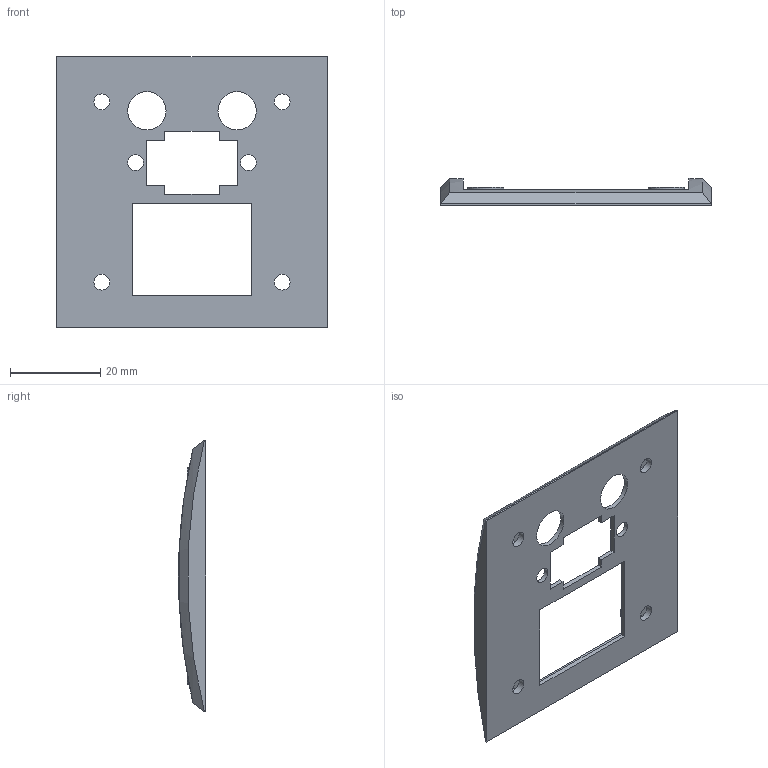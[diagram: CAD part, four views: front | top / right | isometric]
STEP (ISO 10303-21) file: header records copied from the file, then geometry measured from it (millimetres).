
FILE_DESCRIPTION(/* description */ (''),/* implementation_level */ '2;1');
FILE_NAME(/* name */ 'power_signal_socket.stp',/* time_stamp */ '2023-11-01T17:18:02+08:00',/* author */ ('310611102'),/* organization */ (''),/* preprocessor_version */ 'ST-DEVELOPER v19',/* originating_system */ 'Autodesk Inventor 2023',/* authorisation */ '');
FILE_SCHEMA (('AUTOMOTIVE_DESIGN { 1 0 10303 214 3 1 1 }'));
Length unit declared in the file: millimetre
Products named in the file (1): power_signal_socket
Bounding box: 60 x 6 x 60 mm (x, y, z)
Volume: 5712.1 mm3; surface area: 7362.8 mm2
Topology: 1 solids, 1 shells, 75 faces, 192 edges, 128 vertices
Faces by surface type: plane 60, cylinder 13, cone 2
Full cylindrical faces by diameter (mm): 3.5 x6, 8 x4, 8.5 x2
Entity records: 2339 total; most frequent: CARTESIAN_POINT 416, ORIENTED_EDGE 384, DIRECTION 366, EDGE_CURVE 192, LINE 154, VECTOR 154, VERTEX_POINT 128, AXIS2_PLACEMENT_3D 106
